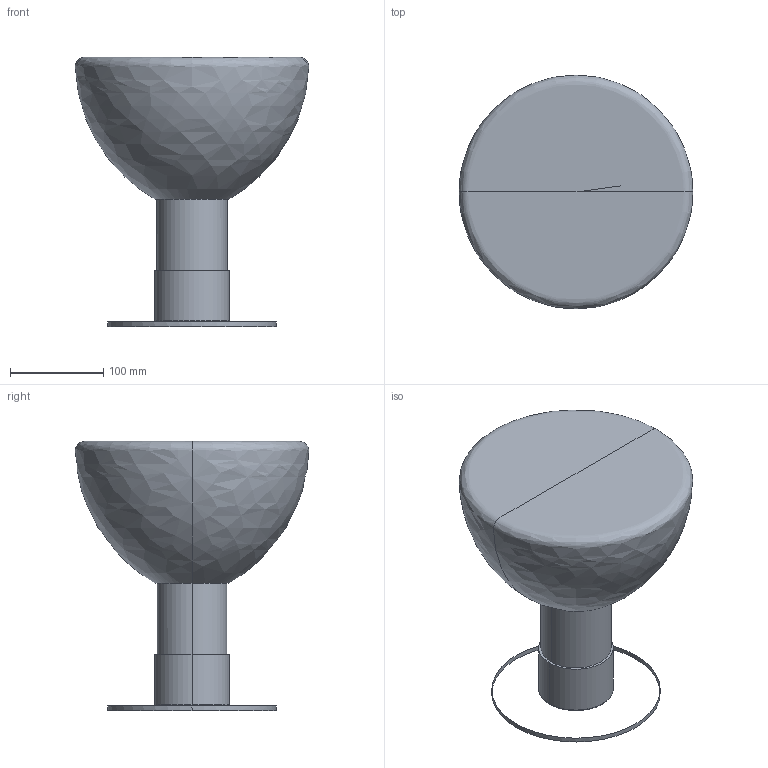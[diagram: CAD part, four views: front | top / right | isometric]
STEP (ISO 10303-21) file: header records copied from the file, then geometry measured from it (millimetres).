
FILE_DESCRIPTION(/* description */ (''),/* implementation_level */ '2;1');
FILE_NAME(/* name */ '1744.283_PLATO',/* time_stamp */ '2023-01-24T15:12:45+01:00',/* author */ (''),/* organization */ (''),/* preprocessor_version */ 'ST-DEVELOPER v16.5',/* originating_system */ 'Rhino 7.15',/* authorisation */ '');
FILE_SCHEMA (('CONFIG_CONTROL_DESIGN'));
Length unit declared in the file: millimetre
Products named in the file (1): Document
Bounding box: 249.94 x 249.93 x 287.98 mm (x, y, z)
Volume: 222547 mm3; surface area: 392251.5 mm2
Topology: 1 solids, 4 shells, 28 faces, 65 edges, 35 vertices
Faces by surface type: bspline 22, cylinder 6
Entity records: 1128 total; most frequent: CARTESIAN_POINT 698, ORIENTED_EDGE 106, EDGE_CURVE 58, VERTEX_POINT 33, ADVANCED_FACE 28, FACE_OUTER_BOUND 28, EDGE_LOOP 28, B_SPLINE_CURVE_WITH_KNOTS 22
